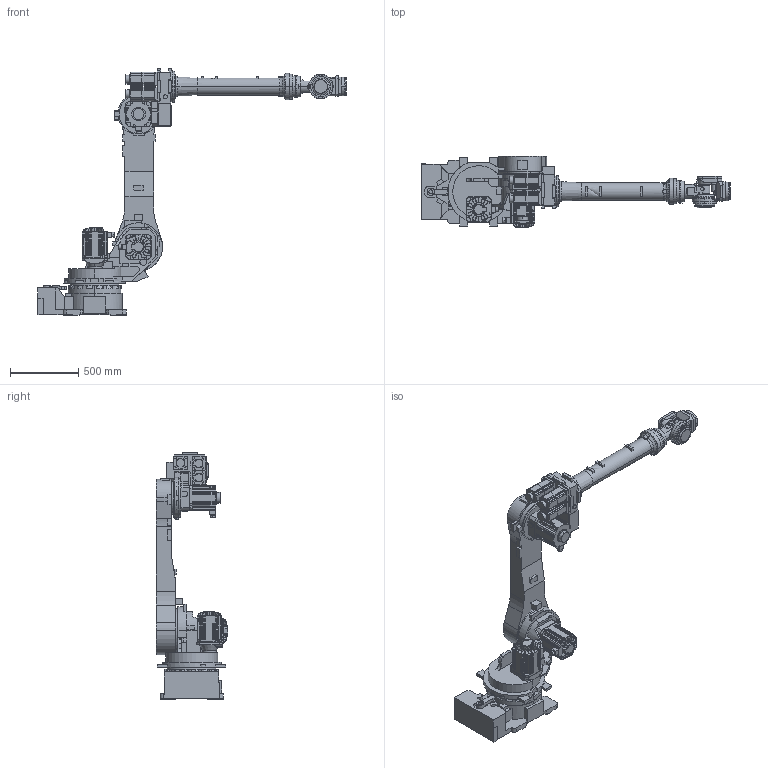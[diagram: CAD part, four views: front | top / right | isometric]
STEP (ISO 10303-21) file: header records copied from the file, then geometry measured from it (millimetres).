
FILE_DESCRIPTION (( 'STEP AP214' ), '1' );
FILE_NAME ('YS080L(駍).STEP', '2018-06-14T02:01:49', ( 'Windows 餌辨濠' ), ( 'HRDG' ), 'SwSTEP 2.0', 'SolidWorks 2017', '' );
FILE_SCHEMA (( 'AUTOMOTIVE_DESIGN' ));
Length unit declared in the file: millimetre
Products named in the file (30): YS080L(駍); YS080L_Base Body; YS080L_Stopper; YS080L_S REDUCER; YS080L_BASE ASSY; YS080L_Lower Frame; YS080L_S H MOTOR; YS080L_S AXIS MOTOR ASSY; YS080L_H AXIS MOTOR ASSY; YS080L_H REDUCER; YS080L_S1 ASSY; YS080L_Upper Frame; YS080L_A2 ASSY; YS080L_ARM FRAME; YS080L_Arm Pipe; YS080L_R2 REDUCER; YS080L_R2 R1 B MOTOR; YS080L_V REDUCER; YS080L_V MOTOR; YS080L_V MOTOR ASSY; YS080L_A1 ASSY; YS080L_Wrist body; YS080L_Wrist R2 Output; YS080L_Wrist Holder; YS080L_R1 REDUCER; YS080L_COVER PLATE; YS080L_B REDUCER; YS080L_WRIST CAP; YS080L_GASKET; YS080L_Wrist B Outnput
Assembly tree (32 placements, depth 4):
  YS080L(駍)
    YS080L_BASE ASSY
      YS080L_Base Body
      YS080L_Stopper
      YS080L_S REDUCER
    YS080L_S1 ASSY
      YS080L_Lower Frame
      YS080L_S AXIS MOTOR ASSY
        YS080L_S H MOTOR
      YS080L_H AXIS MOTOR ASSY
        YS080L_S H MOTOR
      YS080L_H REDUCER
    YS080L_A2 ASSY
      YS080L_Upper Frame
    YS080L_A1 ASSY
      YS080L_ARM FRAME
      YS080L_Arm Pipe
      YS080L_R2 REDUCER
      YS080L_R2 R1 B MOTOR  x3
      YS080L_V REDUCER
      YS080L_V MOTOR ASSY
        YS080L_V MOTOR
    YS080L_Wrist R2 Output
      YS080L_Wrist body
    YS080L_Wrist B Outnput
      YS080L_Wrist Holder
      YS080L_R1 REDUCER
      YS080L_COVER PLATE
      YS080L_B REDUCER
      YS080L_WRIST CAP
      YS080L_GASKET
Bounding box: 2250 x 522 x 1800 mm (x, y, z)
Volume: 172938850.5 mm3; surface area: 7617402.1 mm2
Topology: 29 solids, 33 shells, 2716 faces, 7145 edges, 4734 vertices
Faces by surface type: plane 1804, cylinder 823, cone 71, bspline 18
Entity records: 65398 total; most frequent: CARTESIAN_POINT 13560, ORIENTED_EDGE 10608, DIRECTION 10522, EDGE_CURVE 5304, LINE 3680, VECTOR 3680, VERTEX_POINT 3516, AXIS2_PLACEMENT_3D 3421
